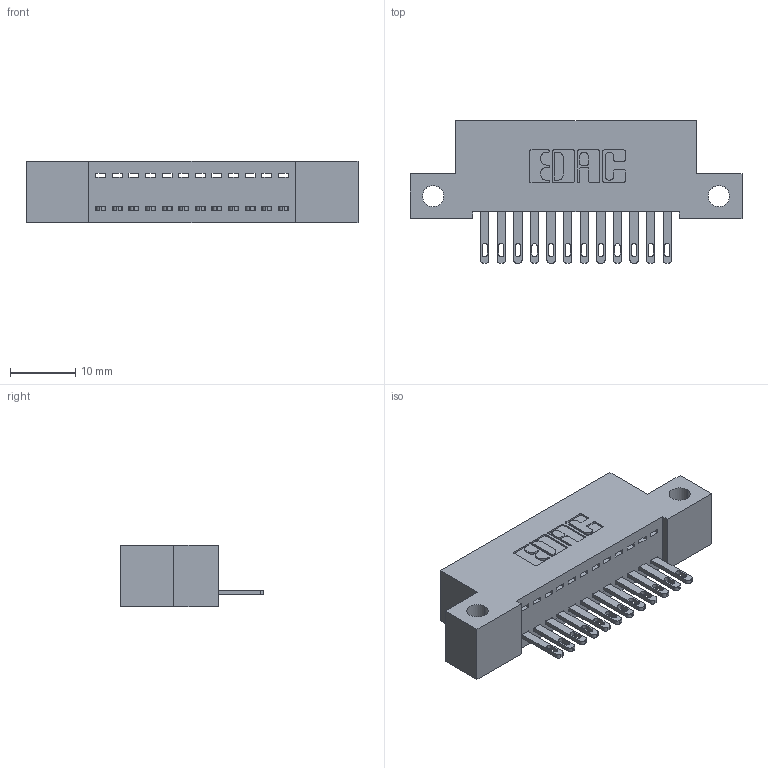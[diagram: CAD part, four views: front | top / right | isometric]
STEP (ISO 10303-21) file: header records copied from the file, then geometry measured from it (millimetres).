
FILE_DESCRIPTION (( 'STEP AP203' ), '1' );
FILE_NAME ('342-012-500-112.STEP', '2018-08-10T14:47:45', ( '' ), ( '' ), 'SwSTEP 2.0', 'SolidWorks 2016', '' );
FILE_SCHEMA (( 'CONFIG_CONTROL_DESIGN' ));
Length unit declared in the file: inch
Products named in the file (3): 342 Part_Side Mount; 345-292-001_345-293-100; 342-012-500-112
Assembly tree (13 placements, depth 2):
  342-012-500-112
    342 Part_Side Mount
    345-292-001_345-293-100  x12
Bounding box: 50.8 x 21.85 x 9.4 mm (x, y, z)
Volume: 4277.1 mm3; surface area: 5581.2 mm2
Topology: 13 solids, 13 shells, 758 faces, 2315 edges, 1542 vertices
Faces by surface type: plane 498, cylinder 260
Entity records: 11017 total; most frequent: CARTESIAN_POINT 1910, ORIENTED_EDGE 1858, DIRECTION 1673, EDGE_CURVE 929, VECTOR 797, LINE 797, VERTEX_POINT 618, AXIS2_PLACEMENT_3D 438
